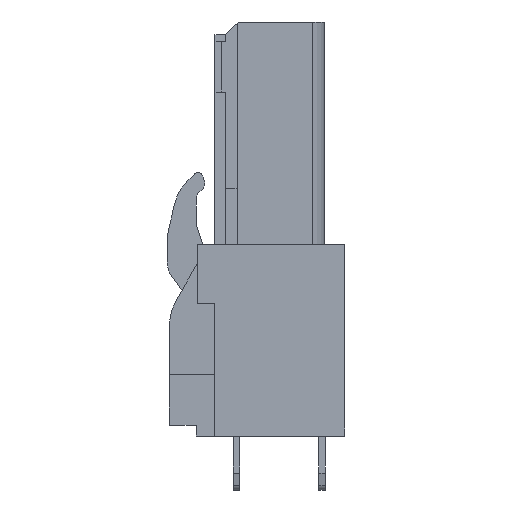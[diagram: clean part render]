
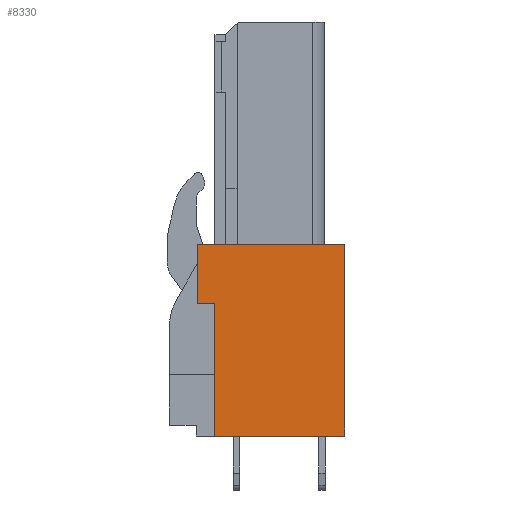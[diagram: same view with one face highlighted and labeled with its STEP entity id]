
A CAD part, left-side view. The second image highlights one B-rep face of the part: STEP entity #8330.
In plain terms, the highlighted planar face has unit normal (-1, 0, 0).
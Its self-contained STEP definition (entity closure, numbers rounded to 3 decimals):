
#8320=AXIS2_PLACEMENT_3D('Plane Axis2P3D',#8317,#8318,#8319) ;
#461=CARTESIAN_POINT('Vertex',(0.,0.,3.2)) ;
#464=CARTESIAN_POINT('Line Origine',(0.,3.85,3.2)) ;
#468=CARTESIAN_POINT('Vertex',(0.,7.7,3.2)) ;
#1442=CARTESIAN_POINT('Vertex',(0.,8.74,14.54)) ;
#1445=CARTESIAN_POINT('Line Origine',(0.,4.37,14.54)) ;
#1449=CARTESIAN_POINT('Vertex',(0.,0.,14.54)) ;
#2703=CARTESIAN_POINT('Line Origine',(0.,7.7,7.12)) ;
#2707=CARTESIAN_POINT('Vertex',(0.,7.7,11.04)) ;
#7971=CARTESIAN_POINT('Line Origine',(0.,8.22,11.04)) ;
#7975=CARTESIAN_POINT('Vertex',(0.,8.74,11.04)) ;
#8016=CARTESIAN_POINT('Line Origine',(0.,8.74,12.79)) ;
#8129=CARTESIAN_POINT('Line Origine',(0.,0.,8.87)) ;
#8317=CARTESIAN_POINT('Axis2P3D Location',(0.,0.,0.)) ;
#465=DIRECTION('Vector Direction',(0.,1.,0.)) ;
#1446=DIRECTION('Vector Direction',(0.,-1.,0.)) ;
#2704=DIRECTION('Vector Direction',(0.,0.,1.)) ;
#7972=DIRECTION('Vector Direction',(0.,1.,0.)) ;
#8017=DIRECTION('Vector Direction',(0.,0.,1.)) ;
#8130=DIRECTION('Vector Direction',(0.,0.,-1.)) ;
#8318=DIRECTION('Axis2P3D Direction',(-1.,0.,0.)) ;
#8319=DIRECTION('Axis2P3D XDirection',(0.,0.,1.)) ;
#466=VECTOR('Line Direction',#465,1.) ;
#1447=VECTOR('Line Direction',#1446,1.) ;
#2705=VECTOR('Line Direction',#2704,1.) ;
#7973=VECTOR('Line Direction',#7972,1.) ;
#8018=VECTOR('Line Direction',#8017,1.) ;
#8131=VECTOR('Line Direction',#8130,1.) ;
#8323=ORIENTED_EDGE('',*,*,#8020,.T.) ;
#8324=ORIENTED_EDGE('',*,*,#7977,.T.) ;
#8325=ORIENTED_EDGE('',*,*,#2709,.T.) ;
#8326=ORIENTED_EDGE('',*,*,#470,.T.) ;
#8327=ORIENTED_EDGE('',*,*,#8133,.T.) ;
#8328=ORIENTED_EDGE('',*,*,#1451,.T.) ;
#8330=ADVANCED_FACE('HOUSING',(#8329),#8321,.T.) ;
#470=EDGE_CURVE('',#469,#462,#467,.F.) ;
#1451=EDGE_CURVE('',#1450,#1443,#1448,.F.) ;
#2709=EDGE_CURVE('',#2708,#469,#2706,.F.) ;
#7977=EDGE_CURVE('',#7976,#2708,#7974,.F.) ;
#8020=EDGE_CURVE('',#1443,#7976,#8019,.F.) ;
#8133=EDGE_CURVE('',#462,#1450,#8132,.F.) ;
#8322=EDGE_LOOP('',(#8323,#8324,#8325,#8326,#8327,#8328)) ;
#8329=FACE_OUTER_BOUND('',#8322,.T.) ;
#467=LINE('Line',#464,#466) ;
#1448=LINE('Line',#1445,#1447) ;
#2706=LINE('Line',#2703,#2705) ;
#7974=LINE('Line',#7971,#7973) ;
#8019=LINE('Line',#8016,#8018) ;
#8132=LINE('Line',#8129,#8131) ;
#8321=PLANE('',#8320) ;
#462=VERTEX_POINT('',#461) ;
#469=VERTEX_POINT('',#468) ;
#1443=VERTEX_POINT('',#1442) ;
#1450=VERTEX_POINT('',#1449) ;
#2708=VERTEX_POINT('',#2707) ;
#7976=VERTEX_POINT('',#7975) ;
